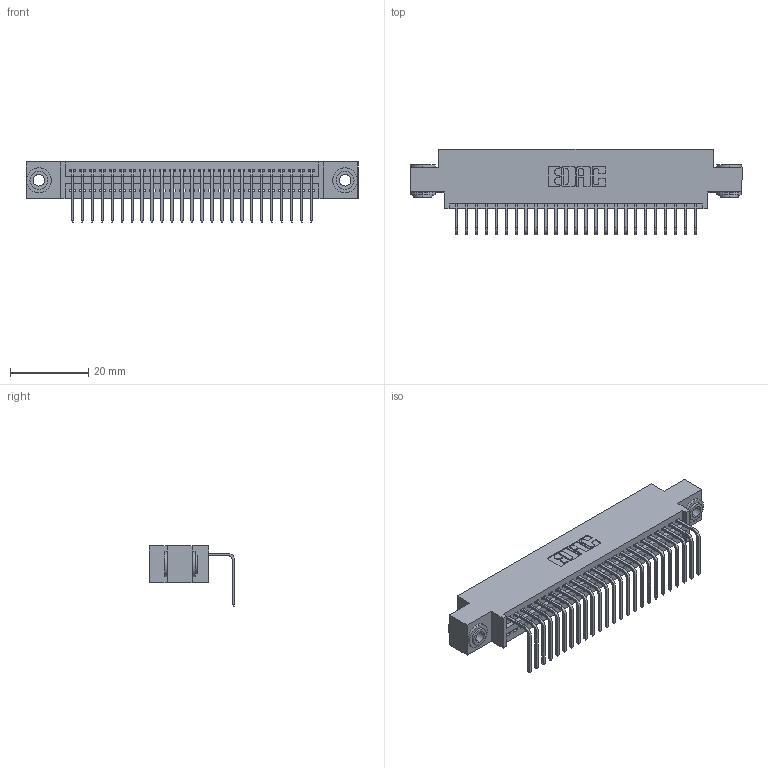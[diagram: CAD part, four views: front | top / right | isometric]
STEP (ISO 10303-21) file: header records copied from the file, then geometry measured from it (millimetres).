
FILE_DESCRIPTION (( 'STEP AP203' ), '1' );
FILE_NAME ('345-025-558-603.STEP', '2019-10-10T13:30:02', ( '' ), ( '' ), 'SwSTEP 2.0', 'SolidWorks 2016', '' );
FILE_SCHEMA (( 'CONFIG_CONTROL_DESIGN' ));
Length unit declared in the file: inch
Products named in the file (4): 345-025-558-603; 345 Part_0.170 Offset - 0.156 Dia-TH; 345-292-001_558 Tail - 2; 345-250-002_345-250-002-102
Assembly tree (28 placements, depth 2):
  345-025-558-603
    345 Part_0.170 Offset - 0.156 Dia-TH
    345-292-001_558 Tail - 2  x25
    345-250-002_345-250-002-102  x2
Bounding box: 84.71 x 21.83 x 15.37 mm (x, y, z)
Volume: 7895.8 mm3; surface area: 11092.2 mm2
Topology: 28 solids, 28 shells, 1668 faces, 4979 edges, 3282 vertices
Faces by surface type: plane 1144, cylinder 516, cone 8
Entity records: 21970 total; most frequent: CARTESIAN_POINT 3786, ORIENTED_EDGE 3738, DIRECTION 3361, EDGE_CURVE 1869, LINE 1613, VECTOR 1613, VERTEX_POINT 1242, AXIS2_PLACEMENT_3D 874
